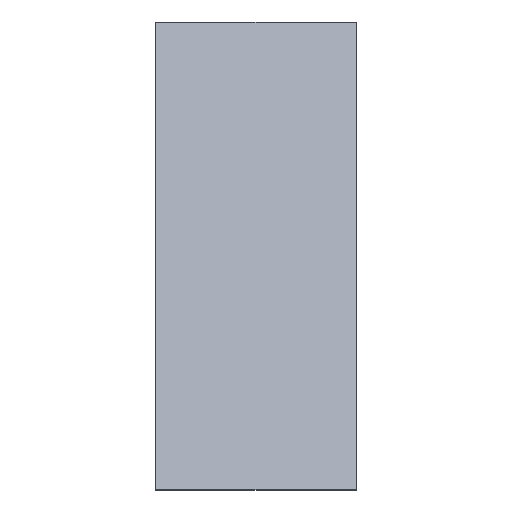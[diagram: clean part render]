
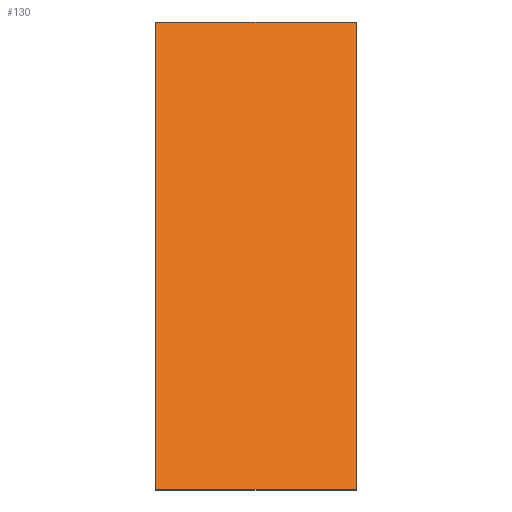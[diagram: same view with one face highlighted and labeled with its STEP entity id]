
A CAD part, top view. The second image highlights one B-rep face of the part: STEP entity #130.
In plain terms, the highlighted planar face has unit normal (0, 0.496, 0.868).
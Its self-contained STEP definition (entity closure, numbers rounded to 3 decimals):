
#22=PLANE('',#155);
#29=FACE_OUTER_BOUND('',#38,.T.);
#38=EDGE_LOOP('',(#114,#115,#116,#117));
#44=LINE('',#208,#55);
#48=LINE('',#216,#59);
#51=LINE('',#221,#62);
#52=LINE('',#223,#63);
#55=VECTOR('',#175,10.);
#59=VECTOR('',#181,10.);
#62=VECTOR('',#186,10.);
#63=VECTOR('',#189,10.);
#72=VERTEX_POINT('',#206);
#73=VERTEX_POINT('',#207);
#75=VERTEX_POINT('',#213);
#77=VERTEX_POINT('',#219);
#84=EDGE_CURVE('',#72,#73,#44,.T.);
#88=EDGE_CURVE('',#75,#72,#48,.T.);
#91=EDGE_CURVE('',#77,#73,#51,.T.);
#92=EDGE_CURVE('',#75,#77,#52,.T.);
#114=ORIENTED_EDGE('',*,*,#92,.T.);
#115=ORIENTED_EDGE('',*,*,#91,.T.);
#116=ORIENTED_EDGE('',*,*,#84,.F.);
#117=ORIENTED_EDGE('',*,*,#88,.F.);
#130=ADVANCED_FACE('',(#29),#22,.T.);
#155=AXIS2_PLACEMENT_3D('',#222,#187,#188);
#175=DIRECTION('',(0.,-0.868,0.496));
#181=DIRECTION('',(1.,0.,0.));
#186=DIRECTION('',(1.,0.,0.));
#187=DIRECTION('center_axis',(0.,0.496,0.868));
#188=DIRECTION('ref_axis',(0.,-0.868,0.496));
#189=DIRECTION('',(0.,-0.868,0.496));
#206=CARTESIAN_POINT('',(15.,35.,20.));
#207=CARTESIAN_POINT('',(15.,0.,40.));
#208=CARTESIAN_POINT('',(15.,35.,20.));
#213=CARTESIAN_POINT('',(0.,35.,20.));
#216=CARTESIAN_POINT('',(0.,35.,20.));
#219=CARTESIAN_POINT('',(0.,0.,40.));
#221=CARTESIAN_POINT('',(0.,0.,40.));
#222=CARTESIAN_POINT('Origin',(0.,35.,20.));
#223=CARTESIAN_POINT('',(0.,35.,20.));
